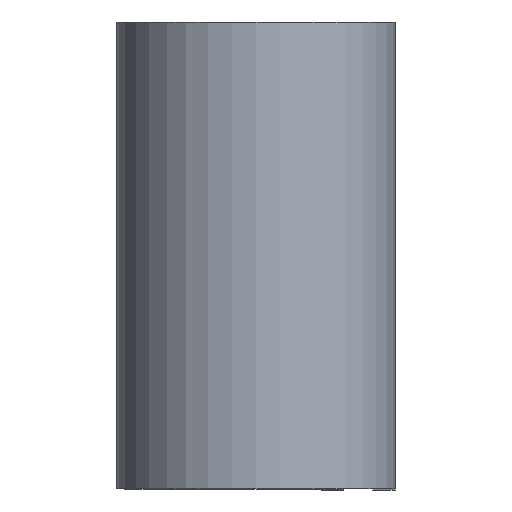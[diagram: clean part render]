
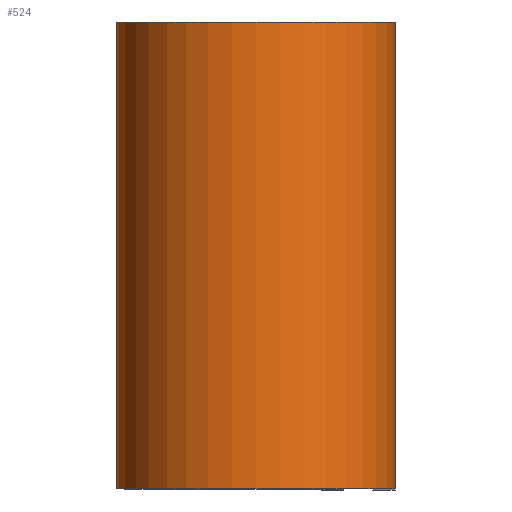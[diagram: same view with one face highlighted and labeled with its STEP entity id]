
A CAD part, top view. The second image highlights one B-rep face of the part: STEP entity #524.
In plain terms, the highlighted cylindrical face has radius 7.569 mm (diameter 15.138 mm), a partial arc.
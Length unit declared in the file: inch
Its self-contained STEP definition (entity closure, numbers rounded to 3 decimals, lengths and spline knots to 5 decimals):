
#30 = DIRECTION ( 'NONE',  ( 1., 0., 0. ) ) ;
#33 = DIRECTION ( 'NONE',  ( 0., 1., 0. ) ) ;
#38 = CARTESIAN_POINT ( 'NONE',  ( 0., -0.5, 0. ) ) ;
#45 = VECTOR ( 'NONE', #187, 39.37008 ) ;
#49 = LINE ( 'NONE', #230, #45 ) ;
#127 = CIRCLE ( 'NONE', #157, 0.298 ) ;
#157 = AXIS2_PLACEMENT_3D ( 'NONE', #38, #33, #30 ) ;
#171 = EDGE_CURVE ( 'NONE', #615, #623, #49, .T. ) ;
#187 = DIRECTION ( 'NONE',  ( 0., -1., 0. ) ) ;
#197 = CARTESIAN_POINT ( 'NONE',  ( 0.298, -0.5, 0. ) ) ;
#203 = DIRECTION ( 'NONE',  ( 0., -1., 0. ) ) ;
#221 = AXIS2_PLACEMENT_3D ( 'NONE', #639, #628, #581 ) ;
#230 = CARTESIAN_POINT ( 'NONE',  ( 0., 0.5, -0.298 ) ) ;
#286 = ORIENTED_EDGE ( 'NONE', *, *, #171, .T. ) ;
#304 = CYLINDRICAL_SURFACE ( 'NONE', #372, 0.298 ) ;
#339 = ORIENTED_EDGE ( 'NONE', *, *, #561, .T. ) ;
#355 = CARTESIAN_POINT ( 'NONE',  ( 0., -0.5, -0.298 ) ) ;
#372 = AXIS2_PLACEMENT_3D ( 'NONE', #414, #443, #420 ) ;
#382 = EDGE_LOOP ( 'NONE', ( #339, #596, #535, #286 ) ) ;
#388 = VECTOR ( 'NONE', #203, 39.37008 ) ;
#414 = CARTESIAN_POINT ( 'NONE',  ( 0., 0.5, 0. ) ) ;
#420 = DIRECTION ( 'NONE',  ( 0., 0., -1. ) ) ;
#433 = CARTESIAN_POINT ( 'NONE',  ( 0.298, 0.5, 0. ) ) ;
#443 = DIRECTION ( 'NONE',  ( 0., -1., 0. ) ) ;
#452 = VERTEX_POINT ( 'NONE', #658 ) ;
#453 = EDGE_CURVE ( 'NONE', #615, #452, #702, .T. ) ;
#524 = ADVANCED_FACE ( 'NONE', ( #572 ), #304, .T. ) ;
#535 = ORIENTED_EDGE ( 'NONE', *, *, #453, .F. ) ;
#561 = EDGE_CURVE ( 'NONE', #623, #629, #127, .T. ) ;
#572 = FACE_OUTER_BOUND ( 'NONE', #382, .T. ) ;
#581 = DIRECTION ( 'NONE',  ( 1., 0., 0. ) ) ;
#596 = ORIENTED_EDGE ( 'NONE', *, *, #637, .F. ) ;
#615 = VERTEX_POINT ( 'NONE', #687 ) ;
#623 = VERTEX_POINT ( 'NONE', #355 ) ;
#628 = DIRECTION ( 'NONE',  ( 0., 1., 0. ) ) ;
#629 = VERTEX_POINT ( 'NONE', #197 ) ;
#637 = EDGE_CURVE ( 'NONE', #452, #629, #691, .T. ) ;
#639 = CARTESIAN_POINT ( 'NONE',  ( 0., 0.5, 0. ) ) ;
#658 = CARTESIAN_POINT ( 'NONE',  ( 0.298, 0.5, 0. ) ) ;
#687 = CARTESIAN_POINT ( 'NONE',  ( 0., 0.5, -0.298 ) ) ;
#691 = LINE ( 'NONE', #433, #388 ) ;
#702 = CIRCLE ( 'NONE', #221, 0.298 ) ;
